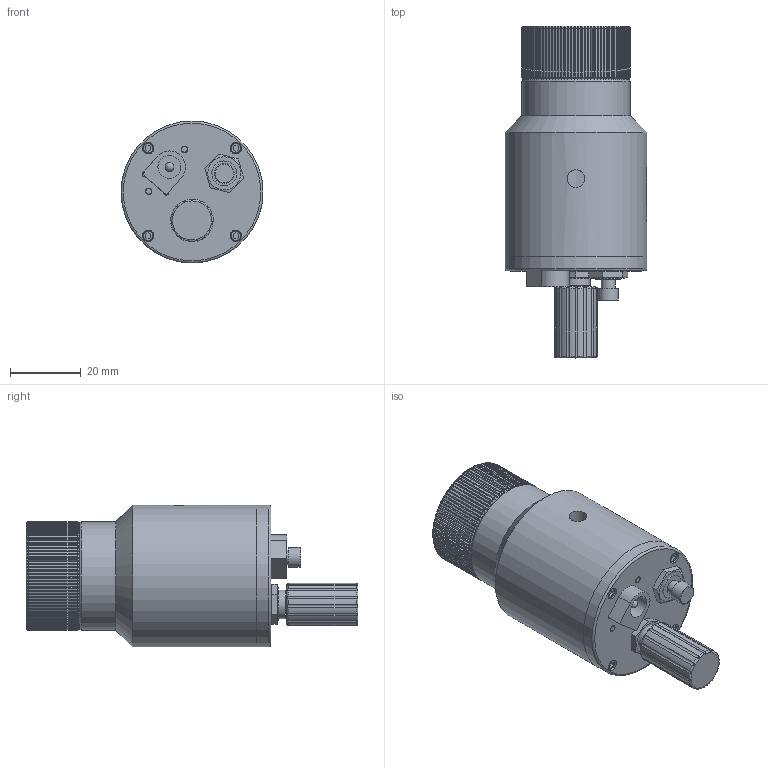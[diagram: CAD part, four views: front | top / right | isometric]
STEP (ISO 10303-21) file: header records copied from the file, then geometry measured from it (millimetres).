
FILE_DESCRIPTION (( 'STEP AP214' ), '1' );
FILE_NAME ('OMDG25E.STEP', '2021-04-15T03:15:04', ( '' ), ( '' ), 'SwSTEP 2.0', 'SolidWorks 2018', '' );
FILE_SCHEMA (( 'AUTOMOTIVE_DESIGN' ));
Length unit declared in the file: millimetre
Products named in the file (1): OMDG25E
Bounding box: 40 x 93.5 x 40 mm (x, y, z)
Surface area: 16975.1 mm2 (no closed solid volume)
Topology: 0 solids, 17 shells, 567 faces, 1981 edges, 1382 vertices
Faces by surface type: plane 298, cylinder 165, bspline 89, torus 11, cone 3, sphere 1
Full cylindrical faces by diameter (mm): 3.3 x4, 4 x1, 5 x1, 5.6 x1, 6.5 x1, 7 x1, 7.2 x1, 8 x1, 30.5 x1, 40 x2
Entity records: 31937 total; most frequent: CARTESIAN_POINT 10569, ORIENTED_EDGE 3386, DIRECTION 2469, EDGE_CURVE 1944, VERTEX_POINT 1376, AXIS2_PLACEMENT_3D 864, B_SPLINE_CURVE_WITH_KNOTS 756, LINE 741
